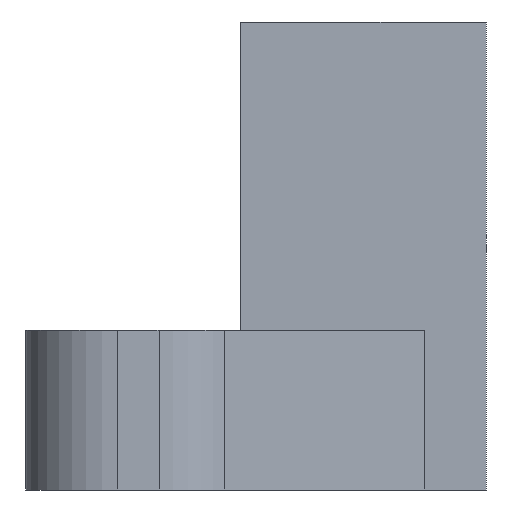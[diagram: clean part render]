
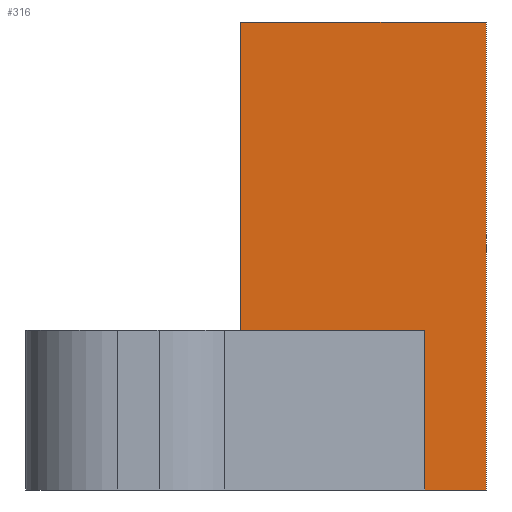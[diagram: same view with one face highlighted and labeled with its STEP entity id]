
A CAD part, front view. The second image highlights one B-rep face of the part: STEP entity #316.
In plain terms, the highlighted planar face has unit normal (0, -1, 0).
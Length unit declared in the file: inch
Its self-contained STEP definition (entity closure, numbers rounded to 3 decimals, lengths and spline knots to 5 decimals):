
#19=LINE('',#467,#51);
#34=LINE('',#509,#66);
#36=LINE('',#513,#68);
#46=LINE('',#534,#78);
#47=LINE('',#536,#79);
#48=LINE('',#537,#80);
#51=VECTOR('',#379,0.3937);
#66=VECTOR('',#420,0.3937);
#68=VECTOR('',#424,0.3937);
#78=VECTOR('',#442,0.3937);
#79=VECTOR('',#445,0.3937);
#80=VECTOR('',#446,0.3937);
#101=FACE_OUTER_BOUND('',#119,.T.);
#119=EDGE_LOOP('',(#265,#266,#267,#268,#269,#270));
#137=VERTEX_POINT('',#463);
#139=VERTEX_POINT('',#466);
#153=VERTEX_POINT('',#508);
#154=VERTEX_POINT('',#512);
#160=VERTEX_POINT('',#530);
#161=VERTEX_POINT('',#532);
#167=EDGE_CURVE('',#139,#137,#19,.T.);
#188=EDGE_CURVE('',#153,#139,#34,.T.);
#190=EDGE_CURVE('',#153,#154,#36,.T.);
#201=EDGE_CURVE('',#160,#161,#46,.T.);
#202=EDGE_CURVE('',#137,#160,#47,.T.);
#203=EDGE_CURVE('',#154,#161,#48,.T.);
#265=ORIENTED_EDGE('',*,*,#167,.T.);
#266=ORIENTED_EDGE('',*,*,#202,.T.);
#267=ORIENTED_EDGE('',*,*,#201,.T.);
#268=ORIENTED_EDGE('',*,*,#203,.F.);
#269=ORIENTED_EDGE('',*,*,#190,.F.);
#270=ORIENTED_EDGE('',*,*,#188,.T.);
#298=PLANE('',#358);
#316=ADVANCED_FACE('',(#101),#298,.T.);
#358=AXIS2_PLACEMENT_3D('',#535,#443,#444);
#379=DIRECTION('',(0.,0.,-1.));
#420=DIRECTION('',(1.,0.,0.));
#424=DIRECTION('',(0.,0.,1.));
#442=DIRECTION('',(0.,0.,1.));
#443=DIRECTION('center_axis',(0.,-1.,0.));
#444=DIRECTION('ref_axis',(1.,0.,0.));
#445=DIRECTION('',(1.,0.,0.));
#446=DIRECTION('',(1.,0.,0.));
#463=CARTESIAN_POINT('',(0.30004,0.,0.));
#466=CARTESIAN_POINT('',(0.30004,0.,0.26));
#467=CARTESIAN_POINT('',(0.30004,0.,0.));
#508=CARTESIAN_POINT('',(0.,0.,0.26));
#509=CARTESIAN_POINT('',(-0.01233,0.,0.26));
#512=CARTESIAN_POINT('',(0.,0.,0.761));
#513=CARTESIAN_POINT('',(0.,0.,0.));
#530=CARTESIAN_POINT('',(0.4,0.,0.));
#532=CARTESIAN_POINT('',(0.4,0.,0.761));
#534=CARTESIAN_POINT('',(0.4,0.,0.));
#535=CARTESIAN_POINT('Origin',(0.,0.,0.));
#536=CARTESIAN_POINT('',(0.,0.,0.));
#537=CARTESIAN_POINT('',(0.,0.,0.761));
